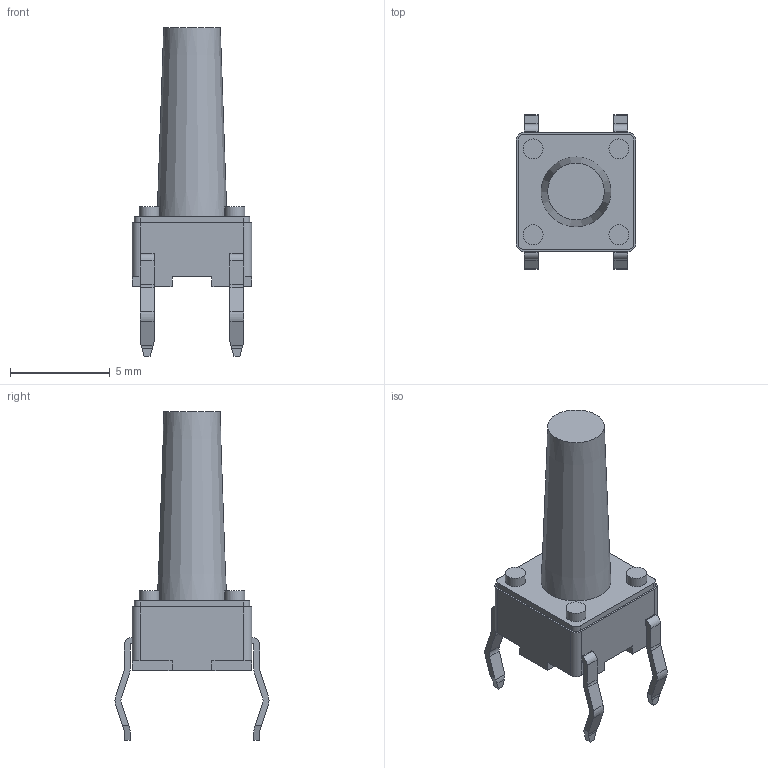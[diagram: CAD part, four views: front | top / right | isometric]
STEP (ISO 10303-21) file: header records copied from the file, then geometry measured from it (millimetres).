
FILE_DESCRIPTION(('STEP AP214'), '1');
FILE_NAME('button_hole_6x6xH', '2019-07-26T18:56:29', ('Che'), (''), 'ASCON STEP Converter 1.3', 'ASCON Math Kernel', '');
FILE_SCHEMA(('AUTOMOTIVE_DESIGN { 1 0 10303 214 3 1 1}'));
Length unit declared in the file: millimetre
Bounding box: 6 x 7.74 x 16.5 mm (x, y, z)
Volume: 195.9 mm3; surface area: 295.9 mm2
Topology: 1 solids, 1 shells, 137 faces, 379 edges, 250 vertices
Faces by surface type: plane 92, cylinder 44, cone 1
Full cylindrical faces by diameter (mm): 1 x4
Entity records: 5458 total; most frequent: CARTESIAN_POINT 810, ORIENTED_EDGE 748, DIRECTION 708, EDGE_CURVE 374, LINE 284, VECTOR 284, VERTEX_POINT 250, AXIS2_PLACEMENT_3D 212
